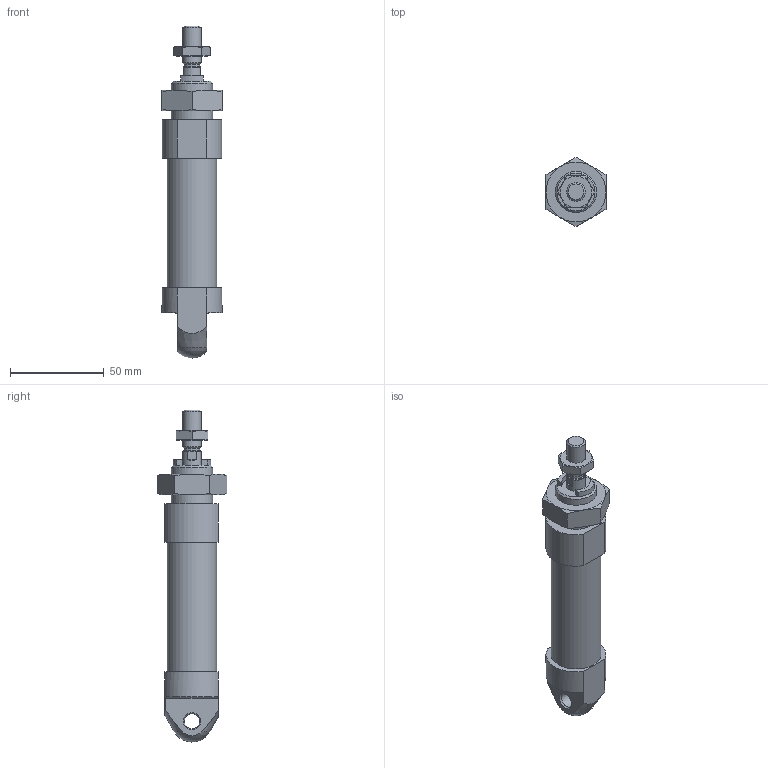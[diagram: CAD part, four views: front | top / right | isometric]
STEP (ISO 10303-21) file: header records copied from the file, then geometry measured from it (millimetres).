
FILE_DESCRIPTION(/* description */ ('STEP AP214'),/* implementation_level */ '2;1');
FILE_NAME(/* name */ '8152631_CRDSNU-25-40-P-A',/* time_stamp */ '2024-08-08T15:35:30+02:00',/* author */ ('License CC BY-ND 4.0'),/* organization */ ('CADENAS'),/* preprocessor_version */ 'ST-DEVELOPER v19.3',/* originating_system */ 'PARTsolutions',/* authorisation */ ' ');
FILE_SCHEMA (('AUTOMOTIVE_DESIGN {1 0 10303 214 3 1 1}'));
Length unit declared in the file: millimetre
Products named in the file (5): 8152631 CRDSNU-25-40-P-A---(0); CRDSNU-25-P-----(40)ZR; CRDSNU 25--0-----0----(40)K; DIN-439-B - M10x1.25(F); DIN-439-B - M22x1.5(F)
Assembly tree (4 placements, depth 2):
  8152631 CRDSNU-25-40-P-A---(0)
    CRDSNU-25-P-----(40)ZR
    CRDSNU 25--0-----0----(40)K
    DIN-439-B - M10x1.25(F)
    DIN-439-B - M22x1.5(F)
Bounding box: 32 x 36.95 x 177 mm (x, y, z)
Volume: 70789.1 mm3; surface area: 30300.4 mm2
Topology: 4 solids, 4 shells, 94 faces, 219 edges, 140 vertices
Faces by surface type: plane 49, cylinder 23, cone 20, sphere 1, torus 1
Full cylindrical faces by diameter (mm): 8 x1, 8.4 x1, 8.566 x2, 8.647 x1, 10 x3, 20.376 x1, 22 x1, 25 x2, 26.5 x1
Entity records: 2724 total; most frequent: CARTESIAN_POINT 607, DIRECTION 410, ORIENTED_EDGE 366, EDGE_CURVE 183, AXIS2_PLACEMENT_3D 169, FACE_BOUND 141, EDGE_LOOP 140, VERTEX_POINT 136
